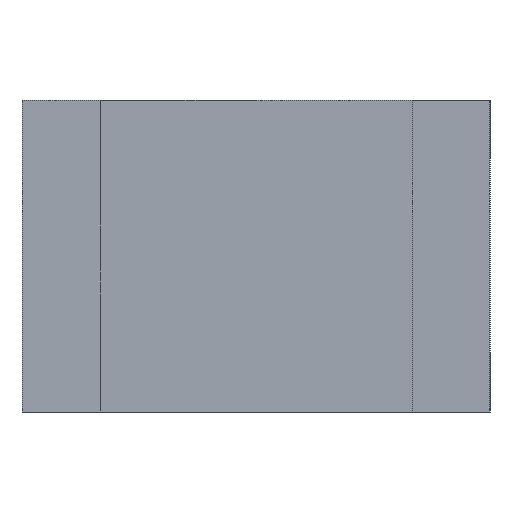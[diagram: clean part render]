
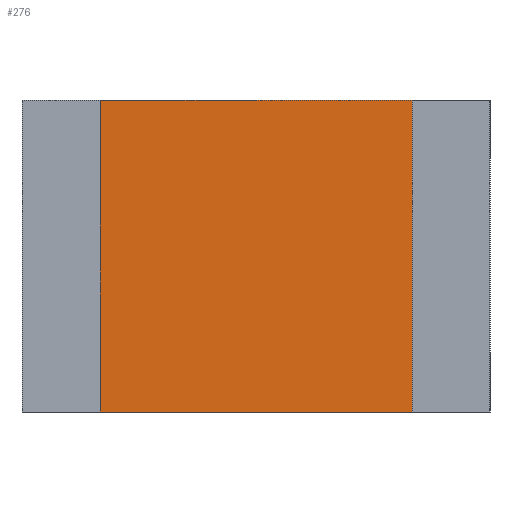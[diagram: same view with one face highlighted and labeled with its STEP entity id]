
A CAD part, left-side view. The second image highlights one B-rep face of the part: STEP entity #276.
In plain terms, the highlighted planar face has unit normal (-1, 0, 0).
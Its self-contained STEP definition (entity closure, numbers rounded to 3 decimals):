
#26=PLANE('',#312);
#40=FACE_OUTER_BOUND('',#58,.T.);
#58=EDGE_LOOP('',(#225,#226,#227,#228));
#80=LINE('',#436,#108);
#83=LINE('',#442,#111);
#84=LINE('',#443,#112);
#85=LINE('',#444,#113);
#108=VECTOR('',#362,10.);
#111=VECTOR('',#367,10.);
#112=VECTOR('',#368,10.);
#113=VECTOR('',#369,10.);
#147=VERTEX_POINT('',#434);
#148=VERTEX_POINT('',#435);
#149=VERTEX_POINT('',#440);
#150=VERTEX_POINT('',#441);
#176=EDGE_CURVE('',#147,#148,#80,.T.);
#179=EDGE_CURVE('',#149,#150,#83,.T.);
#180=EDGE_CURVE('',#149,#148,#84,.T.);
#181=EDGE_CURVE('',#150,#147,#85,.T.);
#225=ORIENTED_EDGE('',*,*,#179,.F.);
#226=ORIENTED_EDGE('',*,*,#180,.T.);
#227=ORIENTED_EDGE('',*,*,#176,.F.);
#228=ORIENTED_EDGE('',*,*,#181,.F.);
#276=ADVANCED_FACE('',(#40),#26,.T.);
#312=AXIS2_PLACEMENT_3D('',#439,#365,#366);
#362=DIRECTION('',(0.,0.,1.));
#365=DIRECTION('center_axis',(-1.,0.,0.));
#366=DIRECTION('ref_axis',(0.,0.,1.));
#367=DIRECTION('',(0.,0.,-1.));
#368=DIRECTION('',(0.,1.,0.));
#369=DIRECTION('',(0.,1.,0.));
#434=CARTESIAN_POINT('',(45.,25.,0.));
#435=CARTESIAN_POINT('',(45.,25.,20.));
#436=CARTESIAN_POINT('',(45.,25.,0.));
#439=CARTESIAN_POINT('Origin',(45.,5.,0.));
#440=CARTESIAN_POINT('',(45.,5.,20.));
#441=CARTESIAN_POINT('',(45.,5.,0.));
#442=CARTESIAN_POINT('',(45.,5.,5.));
#443=CARTESIAN_POINT('',(45.,5.,20.));
#444=CARTESIAN_POINT('',(45.,5.,0.));
